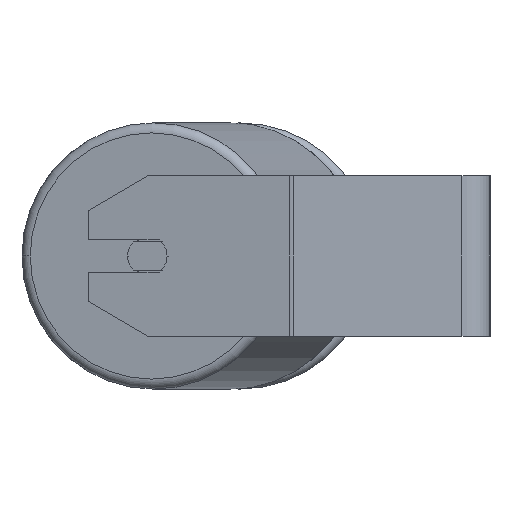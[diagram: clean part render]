
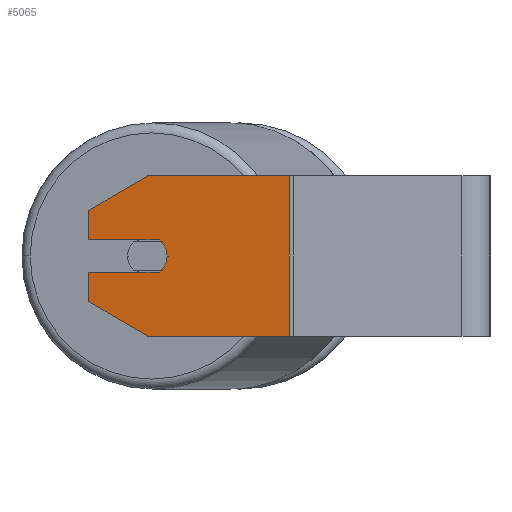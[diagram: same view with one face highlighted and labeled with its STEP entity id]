
A CAD part, left-side view. The second image highlights one B-rep face of the part: STEP entity #5065.
In plain terms, the highlighted planar face has unit normal (-0.985, 0.174, 0).
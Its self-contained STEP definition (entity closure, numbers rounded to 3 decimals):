
#40 = EDGE_CURVE ( 'NONE', #6927, #8243, #6417, .T. ) ;
#105 = DIRECTION ( 'NONE',  ( 0., 0., -1. ) ) ;
#287 = CARTESIAN_POINT ( 'NONE',  ( -399.787, 100.394, -40. ) ) ;
#313 = LINE ( 'NONE', #3008, #1385 ) ;
#394 = ORIENTED_EDGE ( 'NONE', *, *, #846, .T. ) ;
#421 = DIRECTION ( 'NONE',  ( -0.15, -0.853, -0.5 ) ) ;
#631 = ORIENTED_EDGE ( 'NONE', *, *, #8038, .F. ) ;
#637 = PLANE ( 'NONE',  #1514 ) ;
#687 = AXIS2_PLACEMENT_3D ( 'NONE', #3127, #7857, #4503 ) ;
#846 = EDGE_CURVE ( 'NONE', #7884, #7143, #6430, .T. ) ;
#883 = ORIENTED_EDGE ( 'NONE', *, *, #2768, .T. ) ;
#1385 = VECTOR ( 'NONE', #6708, 1000. ) ;
#1416 = CIRCLE ( 'NONE', #5811, 10. ) ;
#1508 = DIRECTION ( 'NONE',  ( -0.174, -0.985, 0. ) ) ;
#1514 = AXIS2_PLACEMENT_3D ( 'NONE', #3206, #5331, #2707 ) ;
#1575 = ORIENTED_EDGE ( 'NONE', *, *, #5828, .F. ) ;
#1731 = DIRECTION ( 'NONE',  ( -0.985, 0.174, 0. ) ) ;
#1737 = ORIENTED_EDGE ( 'NONE', *, *, #40, .F. ) ;
#1983 = CARTESIAN_POINT ( 'NONE',  ( -399.787, 100.394, 40. ) ) ;
#2142 = ORIENTED_EDGE ( 'NONE', *, *, #8614, .T. ) ;
#2376 = EDGE_LOOP ( 'NONE', ( #8553, #5995, #2142, #394, #2763, #1575, #1737, #3999, #883, #4543, #631 ) ) ;
#2555 = VECTOR ( 'NONE', #105, 1000. ) ;
#2629 = VECTOR ( 'NONE', #1508, 1000. ) ;
#2678 = VECTOR ( 'NONE', #8125, 1000. ) ;
#2707 = DIRECTION ( 'NONE',  ( 0.174, 0.985, 0. ) ) ;
#2743 = LINE ( 'NONE', #5456, #7502 ) ;
#2763 = ORIENTED_EDGE ( 'NONE', *, *, #8144, .T. ) ;
#2768 = EDGE_CURVE ( 'NONE', #6027, #6039, #4385, .T. ) ;
#2861 = VERTEX_POINT ( 'NONE', #4919 ) ;
#2956 = DIRECTION ( 'NONE',  ( 0., 0., -1. ) ) ;
#3008 = CARTESIAN_POINT ( 'NONE',  ( -399.787, 100.394, 40. ) ) ;
#3014 = CARTESIAN_POINT ( 'NONE',  ( -382.096, 200.727, -40. ) ) ;
#3029 = LINE ( 'NONE', #7558, #7916 ) ;
#3117 = VERTEX_POINT ( 'NONE', #6359 ) ;
#3127 = CARTESIAN_POINT ( 'NONE',  ( -387.305, 171.183, 0. ) ) ;
#3150 = DIRECTION ( 'NONE',  ( -0.174, -0.985, 0. ) ) ;
#3206 = CARTESIAN_POINT ( 'NONE',  ( -382.096, 200.727, 40. ) ) ;
#3307 = DIRECTION ( 'NONE',  ( -0.174, -0.985, 0. ) ) ;
#3341 = LINE ( 'NONE', #6084, #2555 ) ;
#3664 = CARTESIAN_POINT ( 'NONE',  ( -387.305, 171.183, -40. ) ) ;
#3999 = ORIENTED_EDGE ( 'NONE', *, *, #7103, .T. ) ;
#4051 = CARTESIAN_POINT ( 'NONE',  ( -382.096, 200.727, -22.679 ) ) ;
#4285 = DIRECTION ( 'NONE',  ( 0.174, 0.985, 0. ) ) ;
#4351 = LINE ( 'NONE', #3014, #6941 ) ;
#4358 = VERTEX_POINT ( 'NONE', #5667 ) ;
#4385 = LINE ( 'NONE', #5005, #6161 ) ;
#4503 = DIRECTION ( 'NONE',  ( -0.174, -0.985, 0. ) ) ;
#4543 = ORIENTED_EDGE ( 'NONE', *, *, #7218, .F. ) ;
#4647 = LINE ( 'NONE', #5431, #2678 ) ;
#4673 = FACE_OUTER_BOUND ( 'NONE', #2376, .T. ) ;
#4919 = CARTESIAN_POINT ( 'NONE',  ( -388.347, 165.274, 8. ) ) ;
#4938 = VERTEX_POINT ( 'NONE', #287 ) ;
#4944 = CARTESIAN_POINT ( 'NONE',  ( -389.042, 161.335, 0. ) ) ;
#5005 = CARTESIAN_POINT ( 'NONE',  ( -382.096, 200.727, 40. ) ) ;
#5065 = ADVANCED_FACE ( 'NONE', ( #4673 ), #637, .F. ) ;
#5107 = CARTESIAN_POINT ( 'NONE',  ( -387.305, 171.183, 0. ) ) ;
#5120 = CARTESIAN_POINT ( 'NONE',  ( -387.305, 171.183, -40. ) ) ;
#5331 = DIRECTION ( 'NONE',  ( 0.985, -0.174, 0. ) ) ;
#5431 = CARTESIAN_POINT ( 'NONE',  ( -382.096, 200.727, 22.679 ) ) ;
#5456 = CARTESIAN_POINT ( 'NONE',  ( -388.347, 165.274, -8. ) ) ;
#5564 = CARTESIAN_POINT ( 'NONE',  ( -382.096, 200.727, 22.679 ) ) ;
#5667 = CARTESIAN_POINT ( 'NONE',  ( -388.347, 165.274, -8. ) ) ;
#5811 = AXIS2_PLACEMENT_3D ( 'NONE', #5107, #1731, #3307 ) ;
#5828 = EDGE_CURVE ( 'NONE', #8243, #4938, #313, .T. ) ;
#5864 = VECTOR ( 'NONE', #421, 1000. ) ;
#5893 = CARTESIAN_POINT ( 'NONE',  ( -387.305, 171.183, 40. ) ) ;
#5995 = ORIENTED_EDGE ( 'NONE', *, *, #7904, .F. ) ;
#6007 = VERTEX_POINT ( 'NONE', #4944 ) ;
#6027 = VERTEX_POINT ( 'NONE', #5564 ) ;
#6039 = VERTEX_POINT ( 'NONE', #7601 ) ;
#6084 = CARTESIAN_POINT ( 'NONE',  ( -382.096, 200.727, 40. ) ) ;
#6161 = VECTOR ( 'NONE', #2956, 1000. ) ;
#6182 = EDGE_CURVE ( 'NONE', #4358, #6007, #6628, .T. ) ;
#6359 = CARTESIAN_POINT ( 'NONE',  ( -382.096, 200.727, -8. ) ) ;
#6417 = LINE ( 'NONE', #7579, #2629 ) ;
#6430 = LINE ( 'NONE', #5120, #5864 ) ;
#6628 = CIRCLE ( 'NONE', #687, 10. ) ;
#6708 = DIRECTION ( 'NONE',  ( 0., 0., -1. ) ) ;
#6927 = VERTEX_POINT ( 'NONE', #5893 ) ;
#6941 = VECTOR ( 'NONE', #3150, 1000. ) ;
#7103 = EDGE_CURVE ( 'NONE', #6927, #6027, #4647, .T. ) ;
#7143 = VERTEX_POINT ( 'NONE', #3664 ) ;
#7218 = EDGE_CURVE ( 'NONE', #2861, #6039, #3029, .T. ) ;
#7502 = VECTOR ( 'NONE', #8150, 1000. ) ;
#7558 = CARTESIAN_POINT ( 'NONE',  ( -388.347, 165.274, 8. ) ) ;
#7579 = CARTESIAN_POINT ( 'NONE',  ( -382.096, 200.727, 40. ) ) ;
#7601 = CARTESIAN_POINT ( 'NONE',  ( -382.096, 200.727, 8. ) ) ;
#7857 = DIRECTION ( 'NONE',  ( -0.985, 0.174, 0. ) ) ;
#7884 = VERTEX_POINT ( 'NONE', #4051 ) ;
#7904 = EDGE_CURVE ( 'NONE', #3117, #4358, #2743, .T. ) ;
#7916 = VECTOR ( 'NONE', #4285, 1000. ) ;
#8038 = EDGE_CURVE ( 'NONE', #6007, #2861, #1416, .T. ) ;
#8125 = DIRECTION ( 'NONE',  ( 0.15, 0.853, -0.5 ) ) ;
#8144 = EDGE_CURVE ( 'NONE', #7143, #4938, #4351, .T. ) ;
#8150 = DIRECTION ( 'NONE',  ( -0.174, -0.985, 0. ) ) ;
#8243 = VERTEX_POINT ( 'NONE', #1983 ) ;
#8553 = ORIENTED_EDGE ( 'NONE', *, *, #6182, .F. ) ;
#8614 = EDGE_CURVE ( 'NONE', #3117, #7884, #3341, .T. ) ;
